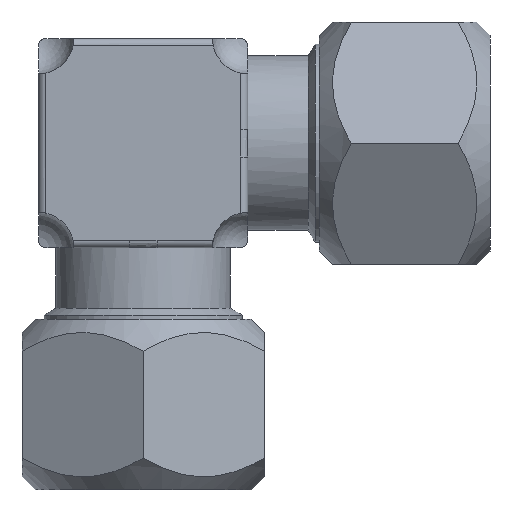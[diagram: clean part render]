
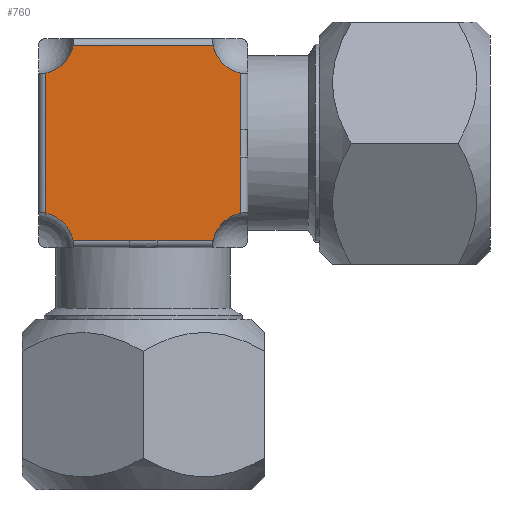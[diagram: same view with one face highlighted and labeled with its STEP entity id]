
A CAD part, left-side view. The second image highlights one B-rep face of the part: STEP entity #760.
In plain terms, the highlighted planar face has unit normal (-1, 0, 0).
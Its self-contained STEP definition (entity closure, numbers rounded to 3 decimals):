
#681 = ORIENTED_EDGE ( 'NONE', *, *, #682, .F. ) ;
#682 = EDGE_CURVE ( 'NONE', #683, #713, #2497, .T. ) ;
#683 = VERTEX_POINT ( 'NONE', #2585 ) ;
#684 = ORIENTED_EDGE ( 'NONE', *, *, #693, .T. ) ;
#693 = EDGE_CURVE ( 'NONE', #683, #832, #2493, .T. ) ;
#694 = ORIENTED_EDGE ( 'NONE', *, *, #695, .F. ) ;
#695 = EDGE_CURVE ( 'NONE', #757, #756, #2489, .T. ) ;
#696 = ORIENTED_EDGE ( 'NONE', *, *, #697, .T. ) ;
#697 = EDGE_CURVE ( 'NONE', #757, #698, #2484, .T. ) ;
#698 = VERTEX_POINT ( 'NONE', #2549 ) ;
#699 = ORIENTED_EDGE ( 'NONE', *, *, #839, .T. ) ;
#710 = VERTEX_POINT ( 'NONE', #2574 ) ;
#711 = ORIENTED_EDGE ( 'NONE', *, *, #712, .T. ) ;
#712 = EDGE_CURVE ( 'NONE', #710, #713, #2434, .T. ) ;
#713 = VERTEX_POINT ( 'NONE', #2423 ) ;
#714 = VERTEX_POINT ( 'NONE', #2422 ) ;
#715 = ORIENTED_EDGE ( 'NONE', *, *, #716, .T. ) ;
#716 = EDGE_CURVE ( 'NONE', #714, #756, #2421, .T. ) ;
#756 = VERTEX_POINT ( 'NONE', #2630 ) ;
#757 = VERTEX_POINT ( 'NONE', #2627 ) ;
#760 = ADVANCED_FACE ( 'NONE', ( #2653 ), #2650, .F. ) ;
#761 = EDGE_LOOP ( 'NONE', ( #762, #766, #769, #711, #681, #684, #833, #715, #694, #696, #699, #841 ) ) ;
#762 = ORIENTED_EDGE ( 'NONE', *, *, #763, .F. ) ;
#763 = EDGE_CURVE ( 'NONE', #764, #765, #2657, .T. ) ;
#764 = VERTEX_POINT ( 'NONE', #2693 ) ;
#765 = VERTEX_POINT ( 'NONE', #2698 ) ;
#766 = ORIENTED_EDGE ( 'NONE', *, *, #767, .T. ) ;
#767 = EDGE_CURVE ( 'NONE', #764, #768, #2699, .T. ) ;
#768 = VERTEX_POINT ( 'NONE', #2700 ) ;
#769 = ORIENTED_EDGE ( 'NONE', *, *, #770, .T. ) ;
#770 = EDGE_CURVE ( 'NONE', #768, #710, #2696, .T. ) ;
#832 = VERTEX_POINT ( 'NONE', #2756 ) ;
#833 = ORIENTED_EDGE ( 'NONE', *, *, #834, .F. ) ;
#834 = EDGE_CURVE ( 'NONE', #714, #832, #2744, .T. ) ;
#839 = EDGE_CURVE ( 'NONE', #698, #840, #2808, .T. ) ;
#840 = VERTEX_POINT ( 'NONE', #2807 ) ;
#841 = ORIENTED_EDGE ( 'NONE', *, *, #842, .T. ) ;
#842 = EDGE_CURVE ( 'NONE', #840, #765, #2818, .T. ) ;
#1843 = DIRECTION ( 'NONE',  ( 0., 0., -1. ) ) ;
#2418 = DIRECTION ( 'NONE',  ( 0., 0., -1. ) ) ;
#2419 = VECTOR ( 'NONE', #2418, 1000. ) ;
#2420 = CARTESIAN_POINT ( 'NONE',  ( -8.5, 8.833, -9.5 ) ) ;
#2421 = LINE ( 'NONE', #2420, #2419 ) ;
#2422 = CARTESIAN_POINT ( 'NONE',  ( -8.5, 8.833, 6.368 ) ) ;
#2423 = CARTESIAN_POINT ( 'NONE',  ( -8.5, -8.833, 6.368 ) ) ;
#2424 = DIRECTION ( 'NONE',  ( 0., 0., 1. ) ) ;
#2425 = VECTOR ( 'NONE', #2424, 1000. ) ;
#2426 = CARTESIAN_POINT ( 'NONE',  ( -8.5, -8.833, 9.5 ) ) ;
#2434 = LINE ( 'NONE', #2426, #2425 ) ;
#2481 = DIRECTION ( 'NONE',  ( 0., -1., 0. ) ) ;
#2482 = VECTOR ( 'NONE', #2481, 1000. ) ;
#2483 = CARTESIAN_POINT ( 'NONE',  ( -8.5, -9.5, -8.833 ) ) ;
#2484 = LINE ( 'NONE', #2483, #2482 ) ;
#2485 = DIRECTION ( 'NONE',  ( 0., 0., -1. ) ) ;
#2486 = DIRECTION ( 'NONE',  ( -1., 0., 0. ) ) ;
#2487 = CARTESIAN_POINT ( 'NONE',  ( -8.5, 9.5, -9.5 ) ) ;
#2488 = AXIS2_PLACEMENT_3D ( 'NONE', #2487, #2486, #2485 ) ;
#2489 = CIRCLE ( 'NONE', #2488, 3.202 ) ;
#2490 = DIRECTION ( 'NONE',  ( 0., 1., 0. ) ) ;
#2491 = VECTOR ( 'NONE', #2490, 1000. ) ;
#2492 = CARTESIAN_POINT ( 'NONE',  ( -8.5, 9.5, 8.833 ) ) ;
#2493 = LINE ( 'NONE', #2492, #2491 ) ;
#2497 = CIRCLE ( 'NONE', #2589, 3.202 ) ;
#2549 = CARTESIAN_POINT ( 'NONE',  ( -8.5, 1.26, -8.833 ) ) ;
#2574 = CARTESIAN_POINT ( 'NONE',  ( -8.5, -8.833, 1.26 ) ) ;
#2585 = CARTESIAN_POINT ( 'NONE',  ( -8.5, -6.368, 8.833 ) ) ;
#2586 = DIRECTION ( 'NONE',  ( 0., 0., -1. ) ) ;
#2587 = DIRECTION ( 'NONE',  ( -1., 0., 0. ) ) ;
#2588 = CARTESIAN_POINT ( 'NONE',  ( -8.5, -9.5, 9.5 ) ) ;
#2589 = AXIS2_PLACEMENT_3D ( 'NONE', #2588, #2587, #2586 ) ;
#2627 = CARTESIAN_POINT ( 'NONE',  ( -8.5, 6.368, -8.833 ) ) ;
#2630 = CARTESIAN_POINT ( 'NONE',  ( -8.5, 8.833, -6.368 ) ) ;
#2648 = CARTESIAN_POINT ( 'NONE',  ( -8.5, 0., 0. ) ) ;
#2649 = DIRECTION ( 'NONE',  ( 1., 0., 0. ) ) ;
#2650 = PLANE ( 'NONE',  #2652 ) ;
#2652 = AXIS2_PLACEMENT_3D ( 'NONE', #2648, #2649, #2659 ) ;
#2653 = FACE_OUTER_BOUND ( 'NONE', #761, .T. ) ;
#2654 = DIRECTION ( 'NONE',  ( -1., 0., 0. ) ) ;
#2655 = CARTESIAN_POINT ( 'NONE',  ( -8.5, -9.5, -9.5 ) ) ;
#2656 = AXIS2_PLACEMENT_3D ( 'NONE', #2655, #2654, #1843 ) ;
#2657 = CIRCLE ( 'NONE', #2656, 3.202 ) ;
#2659 = DIRECTION ( 'NONE',  ( 0., 0., -1. ) ) ;
#2687 = CARTESIAN_POINT ( 'NONE',  ( -8.5, -8.833, 1.26 ) ) ;
#2688 = CARTESIAN_POINT ( 'NONE',  ( -8.5, -8.833, 0.849 ) ) ;
#2689 = CARTESIAN_POINT ( 'NONE',  ( -8.5, -8.841, 0.437 ) ) ;
#2690 = CARTESIAN_POINT ( 'NONE',  ( -8.5, -8.841, 0.026 ) ) ;
#2691 = CARTESIAN_POINT ( 'NONE',  ( -8.5, -8.841, -0.403 ) ) ;
#2692 = VECTOR ( 'NONE', #2701, 1000. ) ;
#2693 = CARTESIAN_POINT ( 'NONE',  ( -8.5, -8.833, -6.368 ) ) ;
#2694 = CARTESIAN_POINT ( 'NONE',  ( -8.5, -8.833, 9.5 ) ) ;
#2695 = CARTESIAN_POINT ( 'NONE',  ( -8.5, -8.833, -0.831 ) ) ;
#2696 = B_SPLINE_CURVE_WITH_KNOTS ( 'NONE', 3,
 ( #2697, #2695, #2691, #2690, #2689, #2688, #2687 ),
 .UNSPECIFIED., .F., .F.,
 ( 4, 3, 4 ),
 ( 0., 0.001, 0.003 ),
 .UNSPECIFIED. ) ;
#2697 = CARTESIAN_POINT ( 'NONE',  ( -8.5, -8.833, -1.26 ) ) ;
#2698 = CARTESIAN_POINT ( 'NONE',  ( -8.5, -6.368, -8.833 ) ) ;
#2699 = LINE ( 'NONE', #2694, #2692 ) ;
#2700 = CARTESIAN_POINT ( 'NONE',  ( -8.5, -8.833, -1.26 ) ) ;
#2701 = DIRECTION ( 'NONE',  ( 0., 0., 1. ) ) ;
#2742 = CARTESIAN_POINT ( 'NONE',  ( -8.5, 9.5, 9.5 ) ) ;
#2743 = AXIS2_PLACEMENT_3D ( 'NONE', #2742, #2765, #2764 ) ;
#2744 = CIRCLE ( 'NONE', #2743, 3.202 ) ;
#2756 = CARTESIAN_POINT ( 'NONE',  ( -8.5, 6.368, 8.833 ) ) ;
#2764 = DIRECTION ( 'NONE',  ( 0., 0., -1. ) ) ;
#2765 = DIRECTION ( 'NONE',  ( -1., 0., 0. ) ) ;
#2786 = DIRECTION ( 'NONE',  ( 0., -1., 0. ) ) ;
#2787 = VECTOR ( 'NONE', #2786, 1000. ) ;
#2788 = CARTESIAN_POINT ( 'NONE',  ( -8.5, -9.5, -8.833 ) ) ;
#2789 = CARTESIAN_POINT ( 'NONE',  ( -8.5, -1.26, -8.833 ) ) ;
#2790 = CARTESIAN_POINT ( 'NONE',  ( -8.5, -0.849, -8.833 ) ) ;
#2791 = CARTESIAN_POINT ( 'NONE',  ( -8.5, -0.437, -8.841 ) ) ;
#2792 = CARTESIAN_POINT ( 'NONE',  ( -8.5, -0.026, -8.841 ) ) ;
#2793 = CARTESIAN_POINT ( 'NONE',  ( -8.5, 0.403, -8.841 ) ) ;
#2807 = CARTESIAN_POINT ( 'NONE',  ( -8.5, -1.26, -8.833 ) ) ;
#2808 = B_SPLINE_CURVE_WITH_KNOTS ( 'NONE', 3,
 ( #2817, #2816, #2793, #2792, #2791, #2790, #2789 ),
 .UNSPECIFIED., .F., .F.,
 ( 4, 3, 4 ),
 ( 0., 0.001, 0.003 ),
 .UNSPECIFIED. ) ;
#2816 = CARTESIAN_POINT ( 'NONE',  ( -8.5, 0.831, -8.833 ) ) ;
#2817 = CARTESIAN_POINT ( 'NONE',  ( -8.5, 1.26, -8.833 ) ) ;
#2818 = LINE ( 'NONE', #2788, #2787 ) ;
